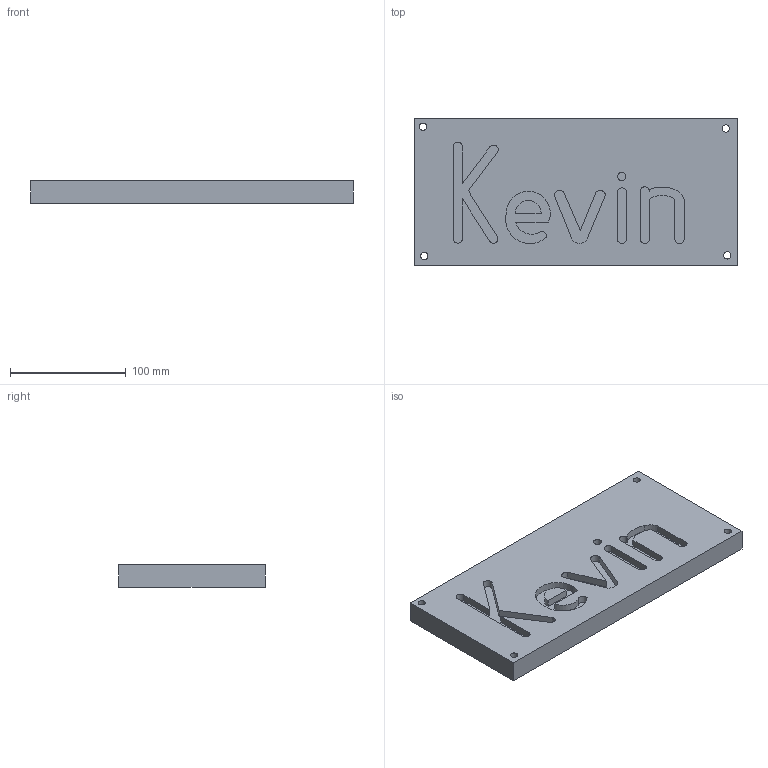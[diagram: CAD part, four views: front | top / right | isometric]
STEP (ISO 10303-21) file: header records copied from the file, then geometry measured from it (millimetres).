
FILE_DESCRIPTION(/* description */ (''),/* implementation_level */ '2;1');
FILE_NAME(/* name */ 'kevin_c.stp',/* time_stamp */ '2016-09-23T13:10:30-04:00',/* author */ ('jhaun'),/* organization */ (''),/* preprocessor_version */ 'ST-DEVELOPER v16.1',/* originating_system */ 'Autodesk Inventor 2016',/* authorisation */ '');
FILE_SCHEMA (('AUTOMOTIVE_DESIGN { 1 0 10303 214 3 1 1 }'));
Length unit declared in the file: inch
Products named in the file (1): kevin_c
Bounding box: 279.4 x 127 x 19.05 mm (x, y, z)
Volume: 644950.7 mm3; surface area: 95151.1 mm2
Topology: 1 solids, 1 shells, 59 faces, 154 edges, 104 vertices
Faces by surface type: plane 33, cylinder 26
Full cylindrical faces by diameter (mm): 6.35 x4, 7.1 x1
Entity records: 1813 total; most frequent: DIRECTION 317, CARTESIAN_POINT 305, ORIENTED_EDGE 290, EDGE_CURVE 145, AXIS2_PLACEMENT_3D 112, VERTEX_POINT 100, LINE 93, VECTOR 93
